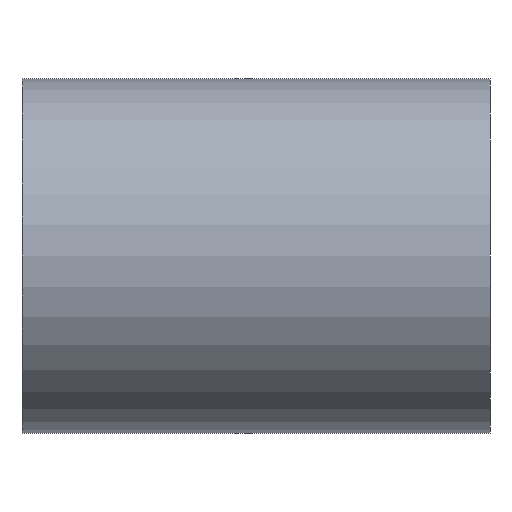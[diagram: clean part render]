
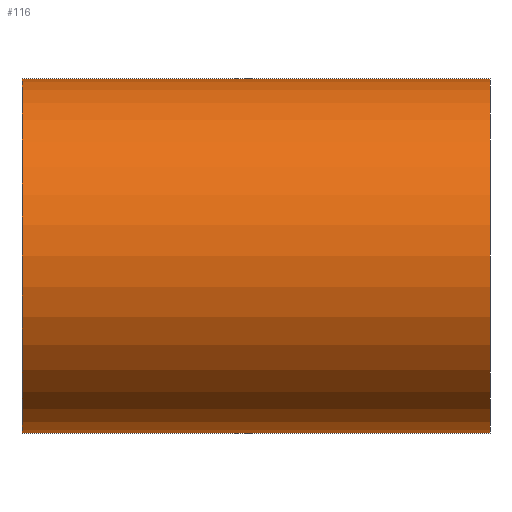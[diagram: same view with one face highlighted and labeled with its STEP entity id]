
A CAD part, left-side view. The second image highlights one B-rep face of the part: STEP entity #116.
In plain terms, the highlighted cylindrical face has radius 2.65 mm (diameter 5.3 mm), a partial arc.
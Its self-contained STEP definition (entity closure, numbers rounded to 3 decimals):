
#3 = FACE_OUTER_BOUND ( 'NONE', #38, .T. ) ;
#9 = VERTEX_POINT ( 'NONE', #179 ) ;
#14 = AXIS2_PLACEMENT_3D ( 'NONE', #158, #81, #188 ) ;
#18 = VECTOR ( 'NONE', #56, 1000. ) ;
#19 = CYLINDRICAL_SURFACE ( 'NONE', #162, 2.65 ) ;
#22 = ORIENTED_EDGE ( 'NONE', *, *, #129, .F. ) ;
#23 = ORIENTED_EDGE ( 'NONE', *, *, #82, .T. ) ;
#24 = VERTEX_POINT ( 'NONE', #134 ) ;
#28 = ORIENTED_EDGE ( 'NONE', *, *, #29, .T. ) ;
#29 = EDGE_CURVE ( 'NONE', #9, #132, #194, .T. ) ;
#31 = DIRECTION ( 'NONE',  ( 0., 0., -1. ) ) ;
#34 = CARTESIAN_POINT ( 'NONE',  ( 0., 0., 2.65 ) ) ;
#38 = EDGE_LOOP ( 'NONE', ( #42, #22, #23, #28 ) ) ;
#40 = EDGE_CURVE ( 'NONE', #90, #132, #77, .T. ) ;
#42 = ORIENTED_EDGE ( 'NONE', *, *, #40, .F. ) ;
#56 = DIRECTION ( 'NONE',  ( 0., -1., 0. ) ) ;
#61 = DIRECTION ( 'NONE',  ( 0., -1., 0. ) ) ;
#73 = CARTESIAN_POINT ( 'NONE',  ( 0., 0., 0. ) ) ;
#76 = DIRECTION ( 'NONE',  ( 0., 0., 1. ) ) ;
#77 = LINE ( 'NONE', #165, #18 ) ;
#78 = CARTESIAN_POINT ( 'NONE',  ( 0., 7., -2.65 ) ) ;
#81 = DIRECTION ( 'NONE',  ( 0., 1., 0. ) ) ;
#82 = EDGE_CURVE ( 'NONE', #24, #9, #167, .T. ) ;
#86 = CIRCLE ( 'NONE', #14, 2.65 ) ;
#90 = VERTEX_POINT ( 'NONE', #142 ) ;
#96 = AXIS2_PLACEMENT_3D ( 'NONE', #73, #133, #76 ) ;
#116 = ADVANCED_FACE ( 'NONE', ( #3 ), #19, .T. ) ;
#127 = VECTOR ( 'NONE', #136, 1000. ) ;
#129 = EDGE_CURVE ( 'NONE', #24, #90, #86, .T. ) ;
#132 = VERTEX_POINT ( 'NONE', #34 ) ;
#133 = DIRECTION ( 'NONE',  ( 0., 1., 0. ) ) ;
#134 = CARTESIAN_POINT ( 'NONE',  ( 0., 7., -2.65 ) ) ;
#136 = DIRECTION ( 'NONE',  ( 0., -1., 0. ) ) ;
#138 = CARTESIAN_POINT ( 'NONE',  ( 0., 7., 0. ) ) ;
#142 = CARTESIAN_POINT ( 'NONE',  ( 0., 7., 2.65 ) ) ;
#158 = CARTESIAN_POINT ( 'NONE',  ( 0., 7., 0. ) ) ;
#162 = AXIS2_PLACEMENT_3D ( 'NONE', #138, #61, #31 ) ;
#165 = CARTESIAN_POINT ( 'NONE',  ( 0., 7., 2.65 ) ) ;
#167 = LINE ( 'NONE', #78, #127 ) ;
#179 = CARTESIAN_POINT ( 'NONE',  ( 0., 0., -2.65 ) ) ;
#188 = DIRECTION ( 'NONE',  ( 0., 0., 1. ) ) ;
#194 = CIRCLE ( 'NONE', #96, 2.65 ) ;
